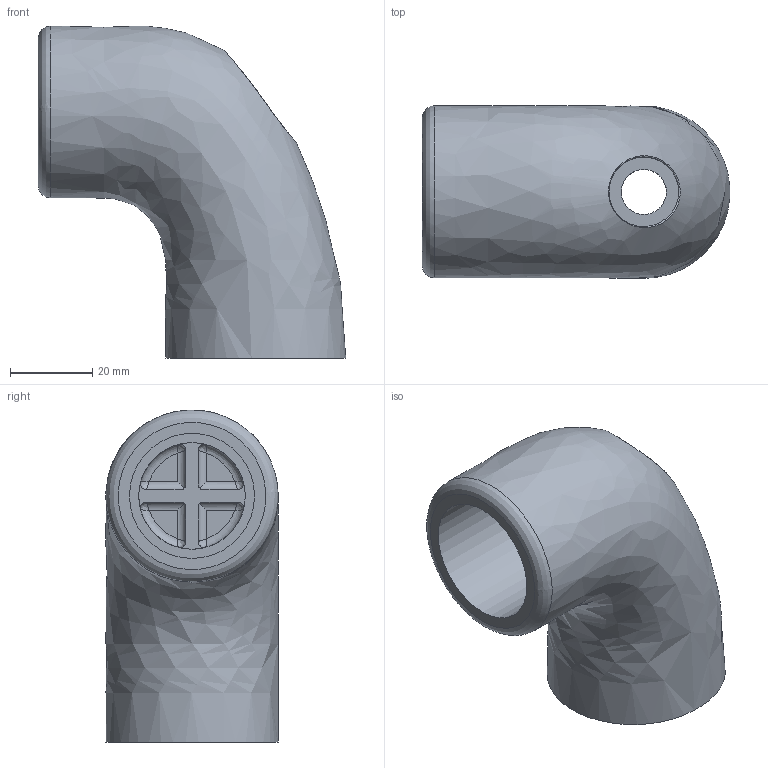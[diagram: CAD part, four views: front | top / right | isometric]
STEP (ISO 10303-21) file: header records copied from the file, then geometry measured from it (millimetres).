
FILE_DESCRIPTION( ( 'Unknown' ), '1' );
FILE_NAME( '6321010_MTR30.stp', 'Unknown', ( 'Unknown' ), ( 'Unknown' ), 'PSStep 10.1', 'Unknown', ' ' );
FILE_SCHEMA( ( 'automotive_design' ) );
Length unit declared in the file: millimetre
Products named in the file (1): 1
Bounding box: 74.95 x 42 x 80.94 mm (x, y, z)
Volume: 92484.6 mm3; surface area: 27342.3 mm2
Topology: 1 solids, 1 shells, 126 faces, 304 edges, 164 vertices
Faces by surface type: cylinder 57, plane 30, sphere 16, torus 12, bspline 11
Full cylindrical faces by diameter (mm): 4 x1, 11 x1, 17 x1, 26 x1, 30.5 x1
Entity records: 11251 total; most frequent: CARTESIAN_POINT 7509, DIRECTION 600, ORIENTED_EDGE 536, EDGE_CURVE 268, AXIS2_PLACEMENT_3D 248, VERTEX_POINT 160, EDGE_LOOP 144, FACE_OUTER_BOUND 134
